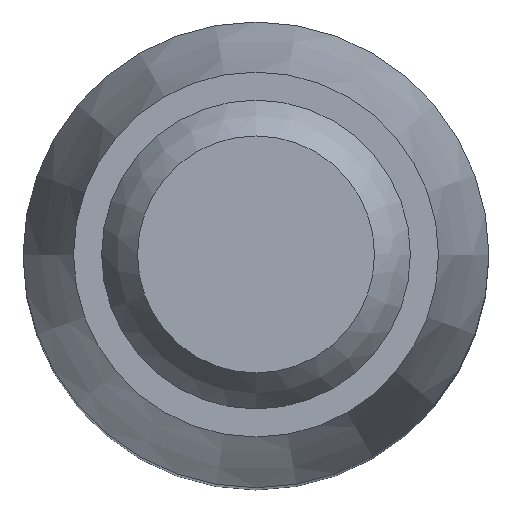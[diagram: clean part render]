
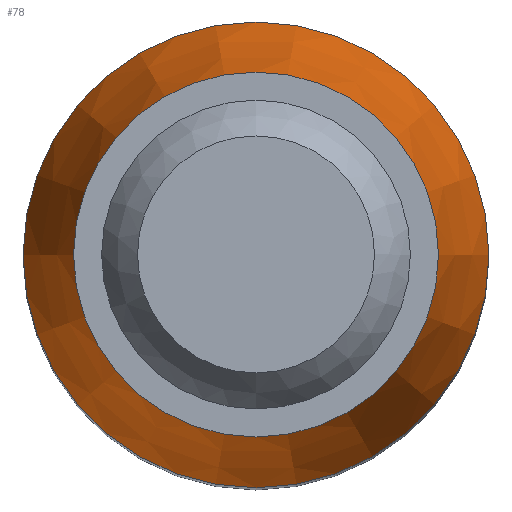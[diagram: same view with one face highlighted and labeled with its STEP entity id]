
A CAD part, top view. The second image highlights one B-rep face of the part: STEP entity #78.
In plain terms, the highlighted conical face has half-angle 14.57 degrees and reference radius 4.7 mm.
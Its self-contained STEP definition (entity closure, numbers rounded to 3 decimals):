
#78 = ADVANCED_FACE( '', ( #158, #159 ), #160, .T. );
#158 = FACE_OUTER_BOUND( '', #232, .T. );
#159 = FACE_BOUND( '', #233, .T. );
#160 = CONICAL_SURFACE( '', #234, 4.7, 0.254 );
#232 = EDGE_LOOP( '', ( #374 ) );
#233 = EDGE_LOOP( '', ( #375 ) );
#234 = AXIS2_PLACEMENT_3D( '', #376, #377, #378 );
#374 = ORIENTED_EDGE( '', *, *, #443, .F. );
#375 = ORIENTED_EDGE( '', *, *, #436, .F. );
#376 = CARTESIAN_POINT( '', ( 0., 0., 38.68 ) );
#377 = DIRECTION( '', ( 0., 0., -1. ) );
#378 = DIRECTION( '', ( -1., 0., 0. ) );
#436 = EDGE_CURVE( '', #512, #512, #513, .T. );
#443 = EDGE_CURVE( '', #521, #521, #522, .F. );
#512 = VERTEX_POINT( '', #614 );
#513 = CIRCLE( '', #615, 4.7 );
#521 = VERTEX_POINT( '', #624 );
#522 = CIRCLE( '', #625, 6. );
#614 = CARTESIAN_POINT( '', ( 4.7, 0., 38.68 ) );
#615 = AXIS2_PLACEMENT_3D( '', #682, #683, #684 );
#624 = CARTESIAN_POINT( '', ( 6., 0., 33.68 ) );
#625 = AXIS2_PLACEMENT_3D( '', #689, #690, #691 );
#682 = CARTESIAN_POINT( '', ( 0., 0., 38.68 ) );
#683 = DIRECTION( '', ( 0., 0., 1. ) );
#684 = DIRECTION( '', ( 1., 0., 0. ) );
#689 = CARTESIAN_POINT( '', ( 0., 0., 33.68 ) );
#690 = DIRECTION( '', ( 0., 0., 1. ) );
#691 = DIRECTION( '', ( 1., 0., 0. ) );
